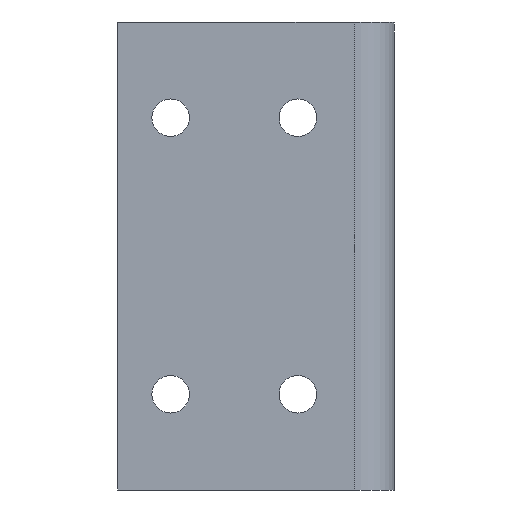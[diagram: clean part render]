
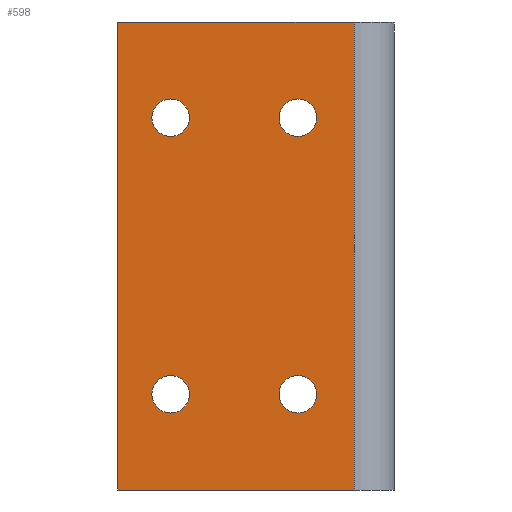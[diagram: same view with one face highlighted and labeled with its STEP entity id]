
A CAD part, front view. The second image highlights one B-rep face of the part: STEP entity #598.
In plain terms, the highlighted planar face has unit normal (0, -1, 0).
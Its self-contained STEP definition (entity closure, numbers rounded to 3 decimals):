
#17 = EDGE_CURVE ( 'NONE', #266, #194, #1306, .T. ) ;
#33 = VERTEX_POINT ( 'NONE', #638 ) ;
#63 = VERTEX_POINT ( 'NONE', #1154 ) ;
#66 = CARTESIAN_POINT ( 'NONE',  ( -31.9, -33.3, -12.35 ) ) ;
#71 = CARTESIAN_POINT ( 'NONE',  ( -58.8, -33.3, 46.05 ) ) ;
#81 = VERTEX_POINT ( 'NONE', #589 ) ;
#84 = CARTESIAN_POINT ( 'NONE',  ( -50.9, -33.3, -12.35 ) ) ;
#96 = ORIENTED_EDGE ( 'NONE', *, *, #130, .T. ) ;
#108 = CARTESIAN_POINT ( 'NONE',  ( -31.9, -33.3, 31.75 ) ) ;
#112 = DIRECTION ( 'NONE',  ( 0., 1., 0. ) ) ;
#118 = DIRECTION ( 'NONE',  ( 0., 0., -1. ) ) ;
#122 = AXIS2_PLACEMENT_3D ( 'NONE', #741, #1109, #1011 ) ;
#130 = EDGE_CURVE ( 'NONE', #63, #138, #611, .T. ) ;
#133 = EDGE_LOOP ( 'NONE', ( #372, #422 ) ) ;
#138 = VERTEX_POINT ( 'NONE', #369 ) ;
#172 = LINE ( 'NONE', #620, #536 ) ;
#181 = FACE_BOUND ( 'NONE', #1079, .T. ) ;
#194 = VERTEX_POINT ( 'NONE', #84 ) ;
#198 = CARTESIAN_POINT ( 'NONE',  ( -23.5, -33.3, 46.05 ) ) ;
#206 = EDGE_CURVE ( 'NONE', #805, #1068, #1002, .T. ) ;
#212 = CARTESIAN_POINT ( 'NONE',  ( -50.9, -33.3, -9.55 ) ) ;
#216 = DIRECTION ( 'NONE',  ( 0., 1., 0. ) ) ;
#219 = DIRECTION ( 'NONE',  ( 0., 0., -1. ) ) ;
#230 = VERTEX_POINT ( 'NONE', #198 ) ;
#235 = EDGE_CURVE ( 'NONE', #194, #266, #1381, .T. ) ;
#266 = VERTEX_POINT ( 'NONE', #394 ) ;
#270 = VERTEX_POINT ( 'NONE', #801 ) ;
#271 = CIRCLE ( 'NONE', #122, 2.8 ) ;
#275 = ORIENTED_EDGE ( 'NONE', *, *, #742, .T. ) ;
#282 = FACE_OUTER_BOUND ( 'NONE', #807, .T. ) ;
#289 = AXIS2_PLACEMENT_3D ( 'NONE', #484, #1003, #787 ) ;
#291 = DIRECTION ( 'NONE',  ( 0., 0., -1. ) ) ;
#300 = AXIS2_PLACEMENT_3D ( 'NONE', #1252, #1263, #1268 ) ;
#326 = CARTESIAN_POINT ( 'NONE',  ( -50.9, -33.3, 31.75 ) ) ;
#333 = DIRECTION ( 'NONE',  ( 0., 1., 0. ) ) ;
#369 = CARTESIAN_POINT ( 'NONE',  ( -50.9, -33.3, 28.95 ) ) ;
#372 = ORIENTED_EDGE ( 'NONE', *, *, #1214, .T. ) ;
#394 = CARTESIAN_POINT ( 'NONE',  ( -50.9, -33.3, -6.75 ) ) ;
#401 = ORIENTED_EDGE ( 'NONE', *, *, #206, .T. ) ;
#412 = ORIENTED_EDGE ( 'NONE', *, *, #510, .F. ) ;
#418 = ORIENTED_EDGE ( 'NONE', *, *, #460, .F. ) ;
#420 = AXIS2_PLACEMENT_3D ( 'NONE', #326, #333, #291 ) ;
#422 = ORIENTED_EDGE ( 'NONE', *, *, #710, .T. ) ;
#439 = ORIENTED_EDGE ( 'NONE', *, *, #474, .T. ) ;
#440 = CARTESIAN_POINT ( 'NONE',  ( -31.9, -33.3, -9.55 ) ) ;
#444 = CARTESIAN_POINT ( 'NONE',  ( -58.8, -33.3, 46.05 ) ) ;
#446 = FACE_BOUND ( 'NONE', #1142, .T. ) ;
#451 = DIRECTION ( 'NONE',  ( 0., 0., -1. ) ) ;
#455 = ORIENTED_EDGE ( 'NONE', *, *, #1191, .T. ) ;
#460 = EDGE_CURVE ( 'NONE', #33, #860, #172, .T. ) ;
#473 = ORIENTED_EDGE ( 'NONE', *, *, #963, .T. ) ;
#474 = EDGE_CURVE ( 'NONE', #81, #860, #1030, .T. ) ;
#482 = CARTESIAN_POINT ( 'NONE',  ( -31.9, -33.3, 34.55 ) ) ;
#484 = CARTESIAN_POINT ( 'NONE',  ( -50.9, -33.3, -9.55 ) ) ;
#485 = VECTOR ( 'NONE', #451, 1000. ) ;
#497 = CIRCLE ( 'NONE', #1069, 2.8 ) ;
#510 = EDGE_CURVE ( 'NONE', #230, #33, #1259, .T. ) ;
#523 = VERTEX_POINT ( 'NONE', #66 ) ;
#535 = FACE_BOUND ( 'NONE', #133, .T. ) ;
#536 = VECTOR ( 'NONE', #1138, 1000. ) ;
#589 = CARTESIAN_POINT ( 'NONE',  ( -58.8, -33.3, 46.05 ) ) ;
#598 = ADVANCED_FACE ( 'NONE', ( #697, #181, #446, #535, #282 ), #894, .T. ) ;
#611 = CIRCLE ( 'NONE', #420, 2.8 ) ;
#620 = CARTESIAN_POINT ( 'NONE',  ( -58.8, -33.3, -23.85 ) ) ;
#638 = CARTESIAN_POINT ( 'NONE',  ( -23.5, -33.3, -23.85 ) ) ;
#658 = VECTOR ( 'NONE', #1120, 1000. ) ;
#663 = EDGE_LOOP ( 'NONE', ( #1255, #1114 ) ) ;
#686 = CARTESIAN_POINT ( 'NONE',  ( -58.8, -33.3, -23.85 ) ) ;
#697 = FACE_BOUND ( 'NONE', #663, .T. ) ;
#710 = EDGE_CURVE ( 'NONE', #270, #523, #923, .T. ) ;
#741 = CARTESIAN_POINT ( 'NONE',  ( -50.9, -33.3, 31.75 ) ) ;
#742 = EDGE_CURVE ( 'NONE', #1068, #805, #497, .T. ) ;
#758 = CARTESIAN_POINT ( 'NONE',  ( -58.8, -33.3, 46.05 ) ) ;
#776 = DIRECTION ( 'NONE',  ( -1., 0., 0. ) ) ;
#787 = DIRECTION ( 'NONE',  ( 0., 0., -1. ) ) ;
#789 = DIRECTION ( 'NONE',  ( -1., 0., 0. ) ) ;
#792 = CARTESIAN_POINT ( 'NONE',  ( -23.5, -33.3, 46.05 ) ) ;
#801 = CARTESIAN_POINT ( 'NONE',  ( -31.9, -33.3, -6.75 ) ) ;
#804 = VECTOR ( 'NONE', #789, 1000. ) ;
#805 = VERTEX_POINT ( 'NONE', #482 ) ;
#806 = DIRECTION ( 'NONE',  ( 0., 1., 0. ) ) ;
#807 = EDGE_LOOP ( 'NONE', ( #418, #412, #455, #439 ) ) ;
#860 = VERTEX_POINT ( 'NONE', #686 ) ;
#894 = PLANE ( 'NONE',  #1038 ) ;
#901 = CARTESIAN_POINT ( 'NONE',  ( -31.9, -33.3, 31.75 ) ) ;
#911 = AXIS2_PLACEMENT_3D ( 'NONE', #212, #216, #219 ) ;
#923 = CIRCLE ( 'NONE', #1124, 2.8 ) ;
#963 = EDGE_CURVE ( 'NONE', #138, #63, #271, .T. ) ;
#976 = CARTESIAN_POINT ( 'NONE',  ( -31.9, -33.3, 28.95 ) ) ;
#994 = DIRECTION ( 'NONE',  ( 0., 1., 0. ) ) ;
#1001 = DIRECTION ( 'NONE',  ( 0., -1., 0. ) ) ;
#1002 = CIRCLE ( 'NONE', #1049, 2.8 ) ;
#1003 = DIRECTION ( 'NONE',  ( 0., 1., 0. ) ) ;
#1011 = DIRECTION ( 'NONE',  ( 0., 0., -1. ) ) ;
#1030 = LINE ( 'NONE', #444, #485 ) ;
#1038 = AXIS2_PLACEMENT_3D ( 'NONE', #71, #1001, #776 ) ;
#1049 = AXIS2_PLACEMENT_3D ( 'NONE', #108, #112, #118 ) ;
#1068 = VERTEX_POINT ( 'NONE', #976 ) ;
#1069 = AXIS2_PLACEMENT_3D ( 'NONE', #901, #994, #1104 ) ;
#1079 = EDGE_LOOP ( 'NONE', ( #473, #96 ) ) ;
#1104 = DIRECTION ( 'NONE',  ( 0., 0., -1. ) ) ;
#1109 = DIRECTION ( 'NONE',  ( 0., 1., 0. ) ) ;
#1114 = ORIENTED_EDGE ( 'NONE', *, *, #17, .T. ) ;
#1120 = DIRECTION ( 'NONE',  ( 0., 0., -1. ) ) ;
#1124 = AXIS2_PLACEMENT_3D ( 'NONE', #440, #806, #1386 ) ;
#1138 = DIRECTION ( 'NONE',  ( -1., 0., 0. ) ) ;
#1142 = EDGE_LOOP ( 'NONE', ( #275, #401 ) ) ;
#1154 = CARTESIAN_POINT ( 'NONE',  ( -50.9, -33.3, 34.55 ) ) ;
#1191 = EDGE_CURVE ( 'NONE', #230, #81, #1253, .T. ) ;
#1214 = EDGE_CURVE ( 'NONE', #523, #270, #1338, .T. ) ;
#1252 = CARTESIAN_POINT ( 'NONE',  ( -31.9, -33.3, -9.55 ) ) ;
#1253 = LINE ( 'NONE', #758, #804 ) ;
#1255 = ORIENTED_EDGE ( 'NONE', *, *, #235, .T. ) ;
#1259 = LINE ( 'NONE', #792, #658 ) ;
#1263 = DIRECTION ( 'NONE',  ( 0., 1., 0. ) ) ;
#1268 = DIRECTION ( 'NONE',  ( 0., 0., -1. ) ) ;
#1306 = CIRCLE ( 'NONE', #289, 2.8 ) ;
#1338 = CIRCLE ( 'NONE', #300, 2.8 ) ;
#1381 = CIRCLE ( 'NONE', #911, 2.8 ) ;
#1386 = DIRECTION ( 'NONE',  ( 0., 0., -1. ) ) ;
